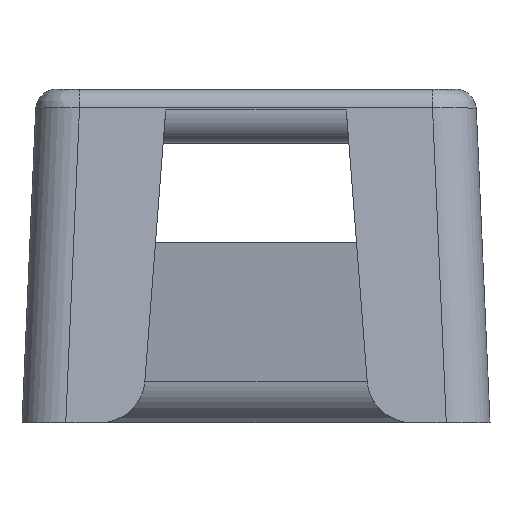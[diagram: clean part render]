
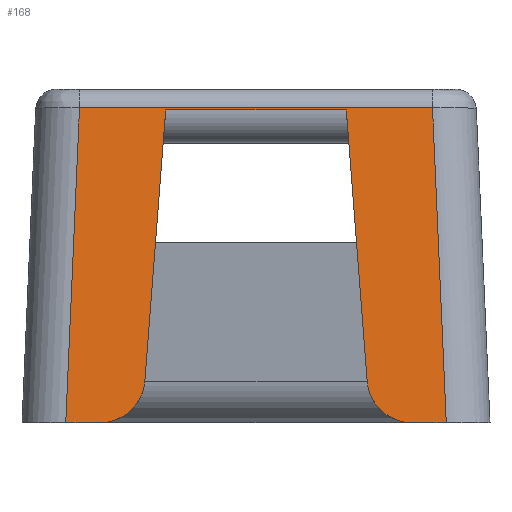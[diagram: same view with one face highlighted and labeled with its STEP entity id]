
A CAD part, left-side view. The second image highlights one B-rep face of the part: STEP entity #168.
In plain terms, the highlighted planar face has unit normal (-0.996, 0, 0.087).
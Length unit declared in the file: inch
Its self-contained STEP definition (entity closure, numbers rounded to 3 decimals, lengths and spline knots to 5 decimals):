
#168=ADVANCED_FACE('',(#266),#239,.T.);
#239=PLANE('',#1408);
#266=FACE_OUTER_BOUND('',#335,.T.);
#335=EDGE_LOOP('',(#471,#472,#473,#474,#475,#476,#477,#478,#479,#480));
#411=ELLIPSE('',#1406,0.03112,0.031);
#412=ELLIPSE('',#1407,0.03112,0.031);
#471=ORIENTED_EDGE('',*,*,#983,.T.);
#472=ORIENTED_EDGE('',*,*,#984,.T.);
#473=ORIENTED_EDGE('',*,*,#985,.T.);
#474=ORIENTED_EDGE('',*,*,#986,.T.);
#475=ORIENTED_EDGE('',*,*,#987,.T.);
#476=ORIENTED_EDGE('',*,*,#988,.T.);
#477=ORIENTED_EDGE('',*,*,#989,.T.);
#478=ORIENTED_EDGE('',*,*,#990,.F.);
#479=ORIENTED_EDGE('',*,*,#991,.T.);
#480=ORIENTED_EDGE('',*,*,#992,.T.);
#859=VERTEX_POINT('',#1953);
#860=VERTEX_POINT('',#1954);
#861=VERTEX_POINT('',#1956);
#862=VERTEX_POINT('',#1958);
#863=VERTEX_POINT('',#1960);
#864=VERTEX_POINT('',#1962);
#865=VERTEX_POINT('',#1964);
#866=VERTEX_POINT('',#1966);
#867=VERTEX_POINT('',#1968);
#868=VERTEX_POINT('',#1970);
#983=EDGE_CURVE('',#859,#860,#1177,.T.);
#984=EDGE_CURVE('',#860,#861,#1178,.T.);
#985=EDGE_CURVE('',#861,#862,#1179,.T.);
#986=EDGE_CURVE('',#862,#863,#1180,.T.);
#987=EDGE_CURVE('',#863,#864,#411,.T.);
#988=EDGE_CURVE('',#864,#865,#1181,.T.);
#989=EDGE_CURVE('',#865,#866,#1182,.T.);
#990=EDGE_CURVE('',#867,#866,#1183,.T.);
#991=EDGE_CURVE('',#867,#868,#412,.T.);
#992=EDGE_CURVE('',#868,#859,#1184,.T.);
#1177=LINE('',#1952,#1291);
#1178=LINE('',#1955,#1292);
#1179=LINE('',#1957,#1293);
#1180=LINE('',#1959,#1294);
#1181=LINE('',#1963,#1295);
#1182=LINE('',#1965,#1296);
#1183=LINE('',#1967,#1297);
#1184=LINE('',#1971,#1298);
#1291=VECTOR('',#1551,1.);
#1292=VECTOR('',#1552,1.);
#1293=VECTOR('',#1553,1.);
#1294=VECTOR('',#1554,1.);
#1295=VECTOR('',#1557,1.);
#1296=VECTOR('',#1558,1.);
#1297=VECTOR('',#1559,1.);
#1298=VECTOR('',#1562,1.);
#1406=AXIS2_PLACEMENT_3D('',#1961,#1555,#1556);
#1407=AXIS2_PLACEMENT_3D('',#1969,#1560,#1561);
#1408=AXIS2_PLACEMENT_3D('',#1972,#1563,#1564);
#1551=DIRECTION('',(0.087,0.043,0.995));
#1552=DIRECTION('',(0.,1.,0.));
#1553=DIRECTION('',(-0.087,0.043,-0.995));
#1554=DIRECTION('',(0.,-1.,0.));
#1555=DIRECTION('',(-0.996,0.,0.087));
#1556=DIRECTION('',(-0.087,0.,-0.996));
#1557=DIRECTION('',(0.087,-0.076,0.993));
#1558=DIRECTION('',(0.,-1.,0.));
#1559=DIRECTION('',(0.087,0.076,0.993));
#1560=DIRECTION('',(-0.996,0.,0.087));
#1561=DIRECTION('',(0.087,0.,0.996));
#1562=DIRECTION('',(0.,-1.,0.));
#1563=DIRECTION('',(-0.996,0.,0.087));
#1564=DIRECTION('',(0.087,0.,0.996));
#1952=CARTESIAN_POINT('',(0.00049,0.03016,0.00563));
#1953=CARTESIAN_POINT('',(0.,0.02991,0.));
#1954=CARTESIAN_POINT('',(0.01883,0.03931,0.21522));
#1955=CARTESIAN_POINT('',(0.01883,0.16,0.21522));
#1956=CARTESIAN_POINT('',(0.01883,0.28069,0.21522));
#1957=CARTESIAN_POINT('',(0.00049,0.28984,0.00563));
#1958=CARTESIAN_POINT('',(0.,0.29009,0.));
#1959=CARTESIAN_POINT('',(0.,0.16,0.));
#1960=CARTESIAN_POINT('',(0.,0.2669,0.));
#1961=CARTESIAN_POINT('',(0.00271,0.2669,0.031));
#1962=CARTESIAN_POINT('',(0.0025,0.23599,0.02862));
#1963=CARTESIAN_POINT('',(0.00052,0.23774,0.00594));
#1964=CARTESIAN_POINT('',(0.01871,0.22174,0.21383));
#1965=CARTESIAN_POINT('',(0.01871,0.2235,0.21383));
#1966=CARTESIAN_POINT('',(0.01871,0.09826,0.21383));
#1967=CARTESIAN_POINT('',(0.01041,0.09096,0.11898));
#1968=CARTESIAN_POINT('',(0.0025,0.08401,0.02862));
#1969=CARTESIAN_POINT('',(0.00271,0.0531,0.031));
#1970=CARTESIAN_POINT('',(0.,0.0531,0.));
#1971=CARTESIAN_POINT('',(0.,0.16,0.));
#1972=CARTESIAN_POINT('',(0.,0.16,0.));
